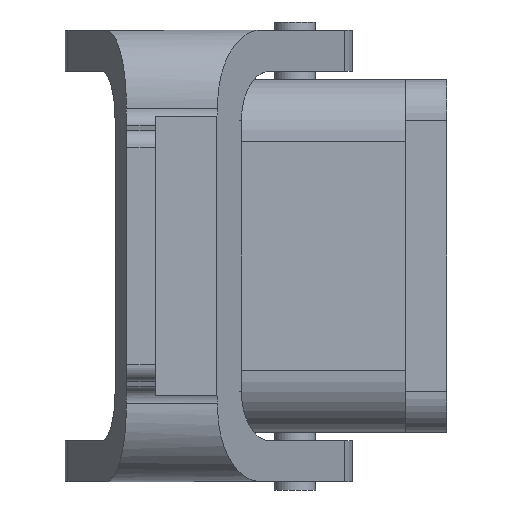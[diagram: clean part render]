
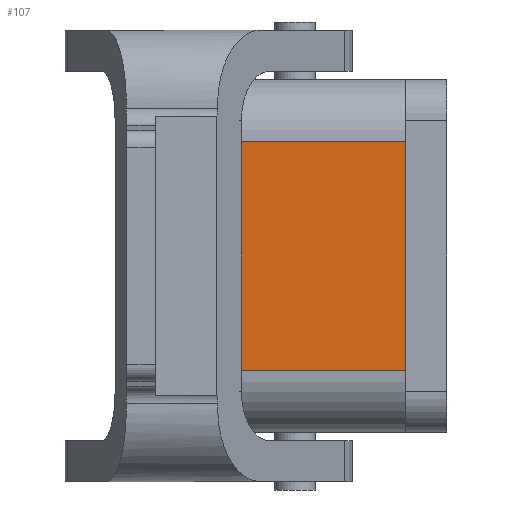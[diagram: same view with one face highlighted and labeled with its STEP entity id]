
A CAD part, left-side view. The second image highlights one B-rep face of the part: STEP entity #107.
In plain terms, the highlighted planar face has unit normal (-1, 0, 0).
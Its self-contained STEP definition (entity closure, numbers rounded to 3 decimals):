
#107 = ADVANCED_FACE( '', ( #303 ), #304, .F. );
#303 = FACE_OUTER_BOUND( '', #661, .T. );
#304 = PLANE( '', #662 );
#661 = EDGE_LOOP( '', ( #1230, #1231, #1232, #1233 ) );
#662 = AXIS2_PLACEMENT_3D( '', #1234, #1235, #1236 );
#1230 = ORIENTED_EDGE( '', *, *, #2407, .T. );
#1231 = ORIENTED_EDGE( '', *, *, #2408, .T. );
#1232 = ORIENTED_EDGE( '', *, *, #2409, .F. );
#1233 = ORIENTED_EDGE( '', *, *, #2410, .F. );
#1234 = CARTESIAN_POINT( '', ( -46.75, 28.5, -14. ) );
#1235 = DIRECTION( '', ( 1., 0., 0. ) );
#1236 = DIRECTION( '', ( 0., 0., -1. ) );
#2407 = EDGE_CURVE( '', #2950, #2951, #2952, .T. );
#2408 = EDGE_CURVE( '', #2951, #2953, #2954, .T. );
#2409 = EDGE_CURVE( '', #2955, #2953, #2956, .T. );
#2410 = EDGE_CURVE( '', #2950, #2955, #2957, .T. );
#2950 = VERTEX_POINT( '', #3750 );
#2951 = VERTEX_POINT( '', #3751 );
#2952 = LINE( '', #3752, #3753 );
#2953 = VERTEX_POINT( '', #3754 );
#2954 = LINE( '', #3755, #3756 );
#2955 = VERTEX_POINT( '', #3757 );
#2956 = LINE( '', #3758, #3759 );
#2957 = LINE( '', #3760, #3761 );
#3750 = CARTESIAN_POINT( '', ( -46.75, 28.5, -14. ) );
#3751 = CARTESIAN_POINT( '', ( -46.75, 5., -14. ) );
#3752 = CARTESIAN_POINT( '', ( -46.75, 28.5, -14. ) );
#3753 = VECTOR( '', #4641, 1000. );
#3754 = CARTESIAN_POINT( '', ( -46.75, 5., 14. ) );
#3755 = CARTESIAN_POINT( '', ( -46.75, 5., -14. ) );
#3756 = VECTOR( '', #4642, 1000. );
#3757 = CARTESIAN_POINT( '', ( -46.75, 28.5, 14. ) );
#3758 = CARTESIAN_POINT( '', ( -46.75, 28.5, 14. ) );
#3759 = VECTOR( '', #4643, 1000. );
#3760 = CARTESIAN_POINT( '', ( -46.75, 28.5, -14. ) );
#3761 = VECTOR( '', #4644, 1000. );
#4641 = DIRECTION( '', ( 0., -1., 0. ) );
#4642 = DIRECTION( '', ( 0., 0., 1. ) );
#4643 = DIRECTION( '', ( 0., -1., 0. ) );
#4644 = DIRECTION( '', ( 0., 0., 1. ) );
